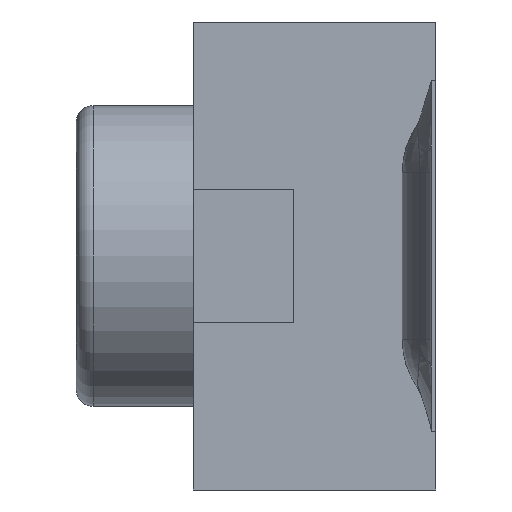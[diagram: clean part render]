
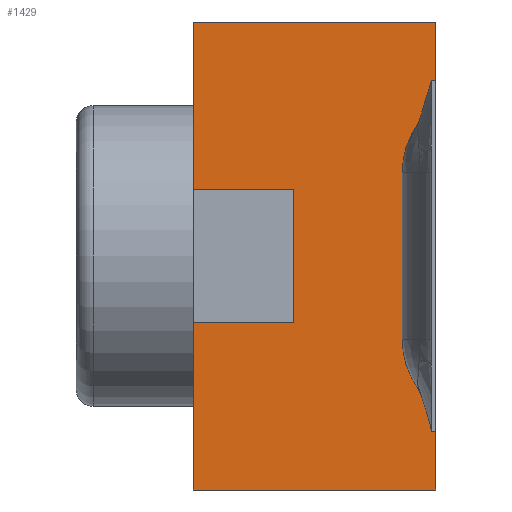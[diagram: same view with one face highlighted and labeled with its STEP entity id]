
A CAD part, left-side view. The second image highlights one B-rep face of the part: STEP entity #1429.
In plain terms, the highlighted planar face has unit normal (-1, 0, 0).
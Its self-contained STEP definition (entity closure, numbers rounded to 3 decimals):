
#22 = EDGE_LOOP ( 'NONE', ( #1132, #249, #700, #2579, #2313, #449, #1180, #686, #489, #1769, #2160, #2157, #2134, #1465, #1334, #39 ) ) ;
#39 = ORIENTED_EDGE ( 'NONE', *, *, #2147, .T. ) ;
#41 = VECTOR ( 'NONE', #1795, 1000. ) ;
#58 = EDGE_CURVE ( 'NONE', #987, #422, #817, .T. ) ;
#62 = CARTESIAN_POINT ( 'NONE',  ( -2., 0.2, 0.5 ) ) ;
#98 = VECTOR ( 'NONE', #1266, 1000. ) ;
#130 = EDGE_CURVE ( 'NONE', #987, #1471, #1330, .T. ) ;
#141 = VECTOR ( 'NONE', #1173, 1000. ) ;
#147 = CARTESIAN_POINT ( 'NONE',  ( -2., 0.85, -0.4 ) ) ;
#160 = VERTEX_POINT ( 'NONE', #2351 ) ;
#177 = LINE ( 'NONE', #2202, #2573 ) ;
#180 = EDGE_CURVE ( 'NONE', #1449, #1587, #1162, .T. ) ;
#204 = CARTESIAN_POINT ( 'NONE',  ( -2., 0.025, -1.05 ) ) ;
#249 = ORIENTED_EDGE ( 'NONE', *, *, #1886, .T. ) ;
#260 = VECTOR ( 'NONE', #2171, 1000. ) ;
#281 = DIRECTION ( 'NONE',  ( 0., 0., -1. ) ) ;
#342 = DIRECTION ( 'NONE',  ( 0., 0., 1. ) ) ;
#366 = CARTESIAN_POINT ( 'NONE',  ( -2., 0.85, 0.4 ) ) ;
#378 = CIRCLE ( 'NONE', #2227, 0.5 ) ;
#398 = VECTOR ( 'NONE', #2165, 1000. ) ;
#422 = VERTEX_POINT ( 'NONE', #62 ) ;
#449 = ORIENTED_EDGE ( 'NONE', *, *, #130, .T. ) ;
#480 = CARTESIAN_POINT ( 'NONE',  ( -2., 0.113, -0.783 ) ) ;
#489 = ORIENTED_EDGE ( 'NONE', *, *, #180, .F. ) ;
#507 = VERTEX_POINT ( 'NONE', #1138 ) ;
#527 = VECTOR ( 'NONE', #2049, 1000. ) ;
#534 = CARTESIAN_POINT ( 'NONE',  ( -2., 0., -1.4 ) ) ;
#540 = EDGE_CURVE ( 'NONE', #2264, #1587, #2337, .T. ) ;
#550 = VECTOR ( 'NONE', #1519, 1000. ) ;
#652 = CARTESIAN_POINT ( 'NONE',  ( -2., 0.2, 1. ) ) ;
#664 = EDGE_CURVE ( 'NONE', #1603, #1030, #1685, .T. ) ;
#666 = DIRECTION ( 'NONE',  ( 0., 0., -1. ) ) ;
#676 = CARTESIAN_POINT ( 'NONE',  ( -2., 1.45, 1.05 ) ) ;
#686 = ORIENTED_EDGE ( 'NONE', *, *, #540, .T. ) ;
#700 = ORIENTED_EDGE ( 'NONE', *, *, #1039, .F. ) ;
#725 = DIRECTION ( 'NONE',  ( -1., 0., 0. ) ) ;
#790 = CARTESIAN_POINT ( 'NONE',  ( -2., 1.45, -1.4 ) ) ;
#802 = VECTOR ( 'NONE', #1493, 1000. ) ;
#811 = DIRECTION ( 'NONE',  ( 1., 0., 0. ) ) ;
#817 = CIRCLE ( 'NONE', #1825, 0.5 ) ;
#860 = LINE ( 'NONE', #652, #2116 ) ;
#953 = CARTESIAN_POINT ( 'NONE',  ( -2., 0.112, 0.783 ) ) ;
#986 = LINE ( 'NONE', #2246, #1374 ) ;
#987 = VERTEX_POINT ( 'NONE', #953 ) ;
#994 = LINE ( 'NONE', #1623, #41 ) ;
#1018 = DIRECTION ( 'NONE',  ( -1., 0., 0. ) ) ;
#1019 = CARTESIAN_POINT ( 'NONE',  ( -2., 0., 1.05 ) ) ;
#1026 = VERTEX_POINT ( 'NONE', #204 ) ;
#1030 = VERTEX_POINT ( 'NONE', #2214 ) ;
#1039 = EDGE_CURVE ( 'NONE', #1582, #1215, #1785, .T. ) ;
#1087 = CARTESIAN_POINT ( 'NONE',  ( -2., 0.2, -0.5 ) ) ;
#1118 = CARTESIAN_POINT ( 'NONE',  ( -2., -0.3, 0.5 ) ) ;
#1125 = AXIS2_PLACEMENT_3D ( 'NONE', #1403, #1018, #1597 ) ;
#1132 = ORIENTED_EDGE ( 'NONE', *, *, #1423, .F. ) ;
#1138 = CARTESIAN_POINT ( 'NONE',  ( -2., 0., -1.05 ) ) ;
#1161 = LINE ( 'NONE', #1954, #141 ) ;
#1162 = LINE ( 'NONE', #1366, #398 ) ;
#1173 = DIRECTION ( 'NONE',  ( 0., -1., 0. ) ) ;
#1174 = EDGE_CURVE ( 'NONE', #2264, #1471, #1844, .T. ) ;
#1180 = ORIENTED_EDGE ( 'NONE', *, *, #1174, .F. ) ;
#1181 = LINE ( 'NONE', #147, #260 ) ;
#1215 = VERTEX_POINT ( 'NONE', #480 ) ;
#1225 = FACE_OUTER_BOUND ( 'NONE', #22, .T. ) ;
#1248 = AXIS2_PLACEMENT_3D ( 'NONE', #2341, #725, #1321 ) ;
#1266 = DIRECTION ( 'NONE',  ( 0., 0., 1. ) ) ;
#1282 = CARTESIAN_POINT ( 'NONE',  ( -2., 0., 1.4 ) ) ;
#1321 = DIRECTION ( 'NONE',  ( 0., 0., -1. ) ) ;
#1330 = CIRCLE ( 'NONE', #1248, 0.5 ) ;
#1334 = ORIENTED_EDGE ( 'NONE', *, *, #1729, .T. ) ;
#1366 = CARTESIAN_POINT ( 'NONE',  ( -2., 1.45, 1.4 ) ) ;
#1374 = VECTOR ( 'NONE', #1446, 1000. ) ;
#1403 = CARTESIAN_POINT ( 'NONE',  ( -2., -0.3, -0.5 ) ) ;
#1423 = EDGE_CURVE ( 'NONE', #1026, #507, #986, .T. ) ;
#1429 = ADVANCED_FACE ( 'NONE', ( #1225 ), #2612, .F. ) ;
#1446 = DIRECTION ( 'NONE',  ( 0., -1., 0. ) ) ;
#1449 = VERTEX_POINT ( 'NONE', #2195 ) ;
#1465 = ORIENTED_EDGE ( 'NONE', *, *, #2203, .F. ) ;
#1471 = VERTEX_POINT ( 'NONE', #1606 ) ;
#1493 = DIRECTION ( 'NONE',  ( 0., -1., 0. ) ) ;
#1500 = CARTESIAN_POINT ( 'NONE',  ( -2., 1.45, -0.4 ) ) ;
#1519 = DIRECTION ( 'NONE',  ( 0., 1., 0. ) ) ;
#1528 = EDGE_CURVE ( 'NONE', #1535, #1449, #1677, .T. ) ;
#1535 = VERTEX_POINT ( 'NONE', #1878 ) ;
#1568 = DIRECTION ( 'NONE',  ( 0., 0., 1. ) ) ;
#1582 = VERTEX_POINT ( 'NONE', #1087 ) ;
#1587 = VERTEX_POINT ( 'NONE', #1282 ) ;
#1597 = DIRECTION ( 'NONE',  ( 0., 0., 1. ) ) ;
#1603 = VERTEX_POINT ( 'NONE', #1500 ) ;
#1606 = CARTESIAN_POINT ( 'NONE',  ( -2., 0.025, 1.05 ) ) ;
#1623 = CARTESIAN_POINT ( 'NONE',  ( -2., 1.45, -1.4 ) ) ;
#1659 = AXIS2_PLACEMENT_3D ( 'NONE', #790, #811, #2592 ) ;
#1677 = LINE ( 'NONE', #2262, #98 ) ;
#1685 = LINE ( 'NONE', #1834, #802 ) ;
#1700 = CARTESIAN_POINT ( 'NONE',  ( -2., 0.525, -1.065 ) ) ;
#1708 = DIRECTION ( 'NONE',  ( -1., 0., 0. ) ) ;
#1729 = EDGE_CURVE ( 'NONE', #2102, #160, #1161, .T. ) ;
#1751 = CARTESIAN_POINT ( 'NONE',  ( -2., 1.45, -1.4 ) ) ;
#1769 = ORIENTED_EDGE ( 'NONE', *, *, #1528, .F. ) ;
#1785 = CIRCLE ( 'NONE', #1125, 0.5 ) ;
#1795 = DIRECTION ( 'NONE',  ( 0., 0., 1. ) ) ;
#1825 = AXIS2_PLACEMENT_3D ( 'NONE', #1118, #1708, #2514 ) ;
#1834 = CARTESIAN_POINT ( 'NONE',  ( -2., 1.45, -0.4 ) ) ;
#1844 = LINE ( 'NONE', #676, #527 ) ;
#1878 = CARTESIAN_POINT ( 'NONE',  ( -2., 1.45, 0.4 ) ) ;
#1886 = EDGE_CURVE ( 'NONE', #1026, #1215, #378, .T. ) ;
#1954 = CARTESIAN_POINT ( 'NONE',  ( -2., 1.45, -1.4 ) ) ;
#2001 = EDGE_CURVE ( 'NONE', #2234, #1535, #2510, .T. ) ;
#2049 = DIRECTION ( 'NONE',  ( 0., 1., 0. ) ) ;
#2102 = VERTEX_POINT ( 'NONE', #1751 ) ;
#2116 = VECTOR ( 'NONE', #666, 1000. ) ;
#2134 = ORIENTED_EDGE ( 'NONE', *, *, #664, .F. ) ;
#2147 = EDGE_CURVE ( 'NONE', #160, #507, #177, .T. ) ;
#2157 = ORIENTED_EDGE ( 'NONE', *, *, #2574, .F. ) ;
#2160 = ORIENTED_EDGE ( 'NONE', *, *, #2001, .F. ) ;
#2165 = DIRECTION ( 'NONE',  ( 0., -1., 0. ) ) ;
#2171 = DIRECTION ( 'NONE',  ( 0., 0., 1. ) ) ;
#2195 = CARTESIAN_POINT ( 'NONE',  ( -2., 1.45, 1.4 ) ) ;
#2202 = CARTESIAN_POINT ( 'NONE',  ( -2., 0., -1.4 ) ) ;
#2203 = EDGE_CURVE ( 'NONE', #2102, #1603, #994, .T. ) ;
#2214 = CARTESIAN_POINT ( 'NONE',  ( -2., 0.85, -0.4 ) ) ;
#2227 = AXIS2_PLACEMENT_3D ( 'NONE', #1700, #2270, #281 ) ;
#2234 = VERTEX_POINT ( 'NONE', #366 ) ;
#2246 = CARTESIAN_POINT ( 'NONE',  ( -2., 1.45, -1.05 ) ) ;
#2262 = CARTESIAN_POINT ( 'NONE',  ( -2., 1.45, -1.4 ) ) ;
#2264 = VERTEX_POINT ( 'NONE', #1019 ) ;
#2270 = DIRECTION ( 'NONE',  ( -1., 0., 0. ) ) ;
#2313 = ORIENTED_EDGE ( 'NONE', *, *, #58, .F. ) ;
#2334 = CARTESIAN_POINT ( 'NONE',  ( -2., 1.45, 0.4 ) ) ;
#2337 = LINE ( 'NONE', #534, #2446 ) ;
#2341 = CARTESIAN_POINT ( 'NONE',  ( -2., 0.525, 1.065 ) ) ;
#2351 = CARTESIAN_POINT ( 'NONE',  ( -2., 0., -1.4 ) ) ;
#2359 = EDGE_CURVE ( 'NONE', #422, #1582, #860, .T. ) ;
#2446 = VECTOR ( 'NONE', #342, 1000. ) ;
#2510 = LINE ( 'NONE', #2334, #550 ) ;
#2514 = DIRECTION ( 'NONE',  ( 0., 0., 1. ) ) ;
#2573 = VECTOR ( 'NONE', #1568, 1000. ) ;
#2574 = EDGE_CURVE ( 'NONE', #1030, #2234, #1181, .T. ) ;
#2579 = ORIENTED_EDGE ( 'NONE', *, *, #2359, .F. ) ;
#2592 = DIRECTION ( 'NONE',  ( 0., 0., -1. ) ) ;
#2612 = PLANE ( 'NONE',  #1659 ) ;
